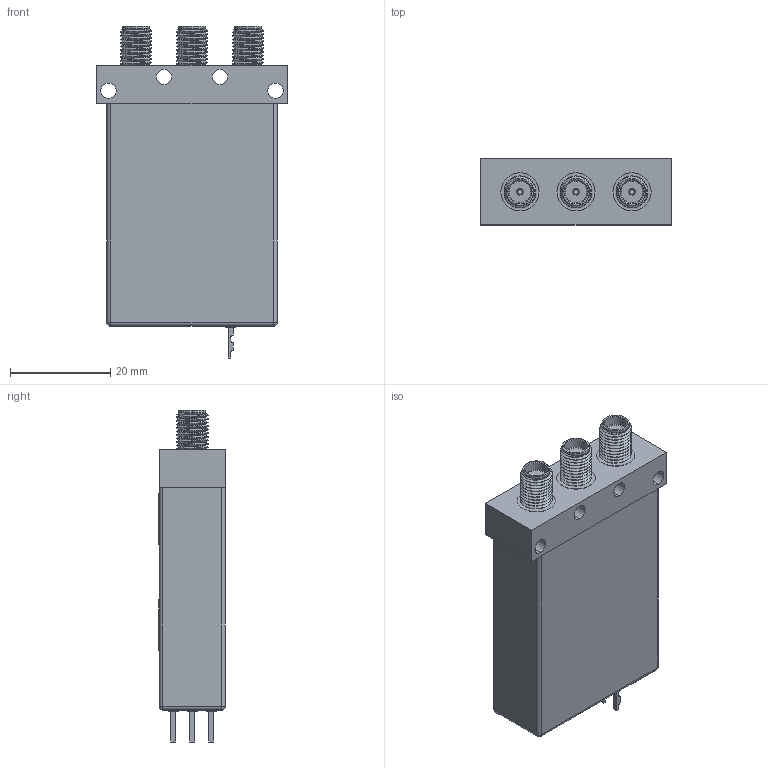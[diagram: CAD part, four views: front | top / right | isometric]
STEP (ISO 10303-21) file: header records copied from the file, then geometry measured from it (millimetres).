
FILE_DESCRIPTION (( 'STEP AP214' ), '1' );
FILE_NAME ('FMSW6440.step', '2021-02-25T21:28:52', ( '' ), ( '' ), 'SwSTEP 2.0', 'SolidWorks 2018', '' );
FILE_SCHEMA (( 'AUTOMOTIVE_DESIGN' ));
Length unit declared in the file: inch
Products named in the file (1): FMSW6440
Bounding box: 38.1 x 13.31 x 66.24 mm (x, y, z)
Volume: 23958.8 mm3; surface area: 8157 mm2
Topology: 3 solids, 3 shells, 574 faces, 1521 edges, 998 vertices
Faces by surface type: plane 306, cylinder 123, bspline 114, cone 27, sphere 4
Entity records: 25314 total; most frequent: CARTESIAN_POINT 12064, ORIENTED_EDGE 3034, DIRECTION 2223, EDGE_CURVE 1517, LINE 1001, VECTOR 1001, VERTEX_POINT 998, EDGE_LOOP 631
